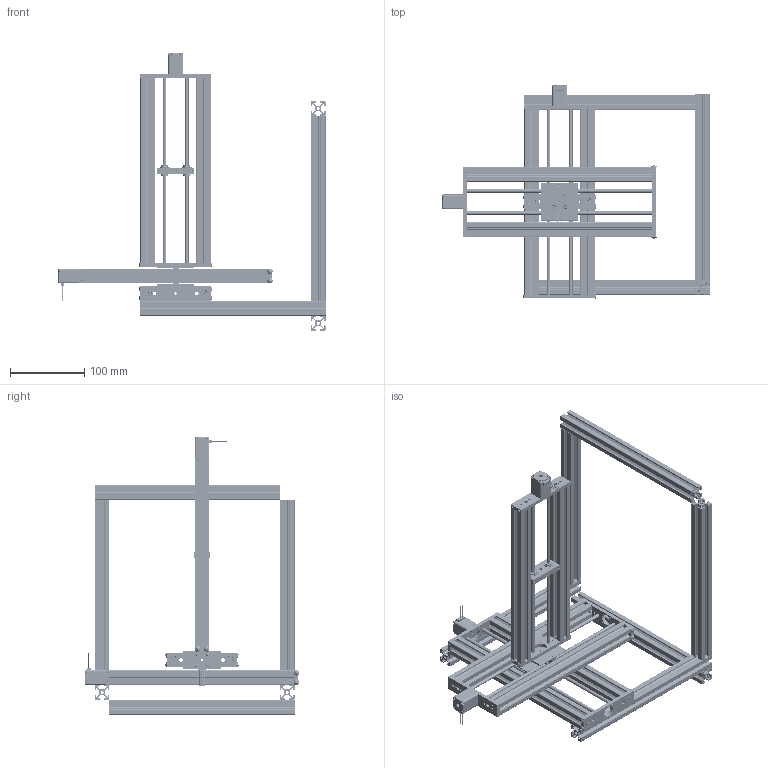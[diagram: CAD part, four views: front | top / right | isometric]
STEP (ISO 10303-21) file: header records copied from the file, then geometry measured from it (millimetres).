
FILE_DESCRIPTION (( 'STEP AP214' ), '1' );
FILE_NAME ('3-Axis-Drive.STEP', '2024-07-12T16:02:34', ( '' ), ( '' ), 'SwSTEP 2.0', 'SolidWorks 2024', '' );
FILE_SCHEMA (( 'AUTOMOTIVE_DESIGN' ));
Length unit declared in the file: millimetre
Products named in the file (13): LD2Ametek-E21H4AA-5-4-12; 91294A211_91294A211; Drive-Adapter-Plate; Travelling-Platform; 92467A119_92467A119; LD2Plate; LD2Drive1; 3-Axis-Drive; 98541A118_98541A118; CAF5-2020-250; LD2Ametek-E21H4AA-5-4-12_21000_External_Linear; LD2-5MM-Rod; LM5UU
Assembly tree (34 placements, depth 4):
  3-Axis-Drive
    LD2Drive1  x3
      LD2Plate
      LD2-5MM-Rod
      LD2Ametek-E21H4AA-5-4-12
        LD2Ametek-E21H4AA-5-4-12_21000_External_Linear
      CAF5-2020-250
      Travelling-Platform
      LM5UU
      91294A211_91294A211
      98541A118_98541A118
      92467A119_92467A119
    Drive-Adapter-Plate  x2
    CAF5-2020-250  x6
Bounding box: 360.7 x 289.37 x 374.35 mm (x, y, z)
Volume: 694080.3 mm3; surface area: 629422.2 mm2
Topology: 86 solids, 86 shells, 4085 faces, 11004 edges, 7118 vertices
Faces by surface type: cylinder 2000, plane 1497, cone 348, torus 132, bspline 60, sphere 48
Entity records: 21491 total; most frequent: CARTESIAN_POINT 7611, ORIENTED_EDGE 2850, DIRECTION 2811, EDGE_CURVE 1425, AXIS2_PLACEMENT_3D 1045, VERTEX_POINT 923, VECTOR 721, LINE 721
